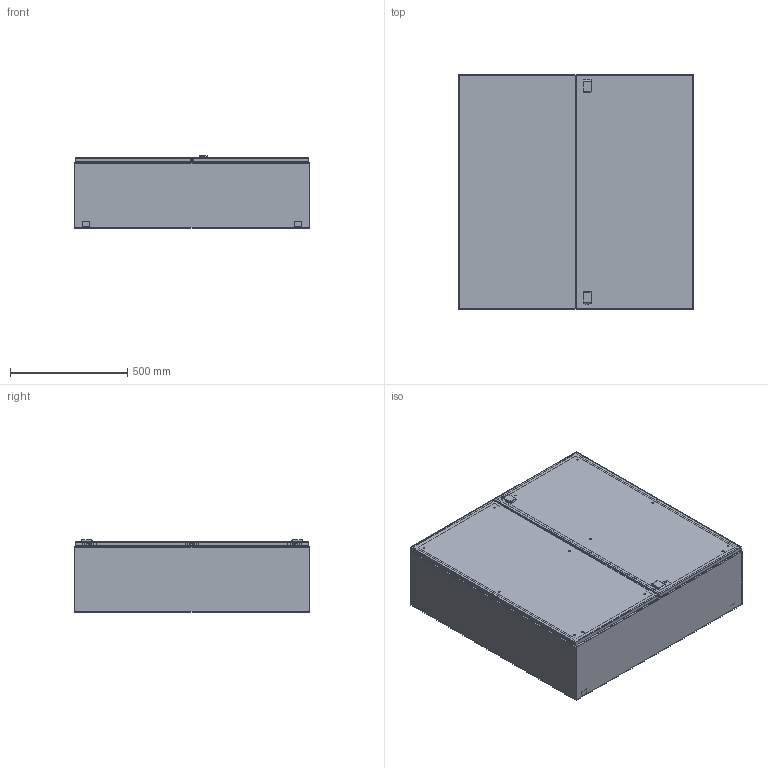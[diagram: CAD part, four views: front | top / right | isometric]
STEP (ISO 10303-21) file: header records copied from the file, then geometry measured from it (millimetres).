
FILE_DESCRIPTION(/* description */ ('STEP AP214'),/* implementation_level */ '2;1');
FILE_NAME(/* name */ '1018.000(2)',/* time_stamp */ '2024-07-23T15:20:06+02:00',/* author */ ('License CC BY-ND 4.0'),/* organization */ ('CADENAS'),/* preprocessor_version */ 'ST-DEVELOPER v19.3',/* originating_system */ 'PARTsolutions',/* authorisation */ ' ');
FILE_SCHEMA (('AUTOMOTIVE_DESIGN {1 0 10303 214 3 1 1}'));
Length unit declared in the file: millimetre
Products named in the file (11): 1018.000(2); 1018.000(2)_P1; 111X_02_00_P6_(2); 1018.000(2)_P8; 1XXX_01_04(2); 1018.000(2)_P3; 1018.000(2)_P5; 1018.000(2)_P6; 1018.000(2)_P7; 1018.000(2)_P4; 1XXX.000_(2)_P11
Assembly tree (22 placements, depth 2):
  1018.000(2)
    1018.000(2)_P1
    111X_02_00_P6_(2)
    1018.000(2)_P8
    1XXX_01_04(2)  x6
    1018.000(2)_P3
    1018.000(2)_P5  x2
    1018.000(2)_P6
    1018.000(2)_P7  x6
    1018.000(2)_P4
    1XXX.000_(2)_P11  x2
Bounding box: 1000 x 1000 x 306.9 mm (x, y, z)
Volume: 8508090.9 mm3; surface area: 8845266 mm2
Topology: 22 solids, 22 shells, 1383 faces, 3700 edges, 2444 vertices
Faces by surface type: plane 1010, cylinder 251, cone 83, torus 38, sphere 1
Full cylindrical faces by diameter (mm): 4.917 x1, 5 x12, 6 x12, 7 x1, 7.188 x1, 7.5 x12, 8 x17, 9 x3, 15.5 x7, 19.5 x2, 20 x2, 20.1 x2, 21 x2
Entity records: 25001 total; most frequent: CARTESIAN_POINT 4524, DIRECTION 4126, ORIENTED_EDGE 3924, EDGE_CURVE 1962, LINE 1424, VECTOR 1424, VERTEX_POINT 1377, AXIS2_PLACEMENT_3D 1351
